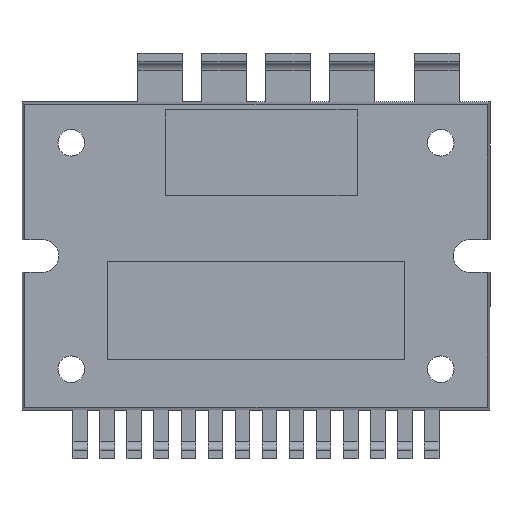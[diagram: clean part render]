
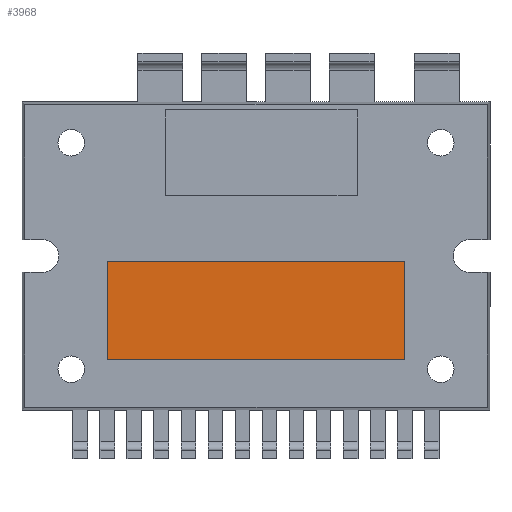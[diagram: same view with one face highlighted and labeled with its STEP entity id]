
A CAD part, front view. The second image highlights one B-rep face of the part: STEP entity #3968.
In plain terms, the highlighted planar face has unit normal (0, -1, 0).
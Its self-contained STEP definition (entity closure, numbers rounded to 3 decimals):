
#11 = DIRECTION ( 'NONE',  ( 0., 0., -1. ) ) ;
#24 = CARTESIAN_POINT ( 'NONE',  ( -14., -4., -0.477 ) ) ;
#54 = VECTOR ( 'NONE', #782, 1000. ) ;
#757 = EDGE_CURVE ( 'NONE', #10313, #2328, #6447, .T. ) ;
#782 = DIRECTION ( 'NONE',  ( 1., 0., 0. ) ) ;
#1754 = DIRECTION ( 'NONE',  ( 0., 0., -1. ) ) ;
#2328 = VERTEX_POINT ( 'NONE', #2628 ) ;
#2478 = CARTESIAN_POINT ( 'NONE',  ( 0., -4., 0. ) ) ;
#2628 = CARTESIAN_POINT ( 'NONE',  ( -14., -4., -0.477 ) ) ;
#2877 = EDGE_LOOP ( 'NONE', ( #7732, #5425, #8995, #7992 ) ) ;
#3137 = VERTEX_POINT ( 'NONE', #8540 ) ;
#3305 = LINE ( 'NONE', #24, #5072 ) ;
#3336 = DIRECTION ( 'NONE',  ( -1., 0., 0. ) ) ;
#3949 = VECTOR ( 'NONE', #3336, 1000. ) ;
#3968 = ADVANCED_FACE ( 'NONE', ( #9702 ), #9654, .T. ) ;
#4133 = CARTESIAN_POINT ( 'NONE',  ( -14., -4., -9.727 ) ) ;
#4555 = CARTESIAN_POINT ( 'NONE',  ( 14., -4., -9.727 ) ) ;
#4652 = EDGE_CURVE ( 'NONE', #2328, #3137, #3305, .T. ) ;
#4887 = VECTOR ( 'NONE', #7812, 1000. ) ;
#5072 = VECTOR ( 'NONE', #1754, 1000. ) ;
#5425 = ORIENTED_EDGE ( 'NONE', *, *, #757, .T. ) ;
#5700 = DIRECTION ( 'NONE',  ( 0., -1., 0. ) ) ;
#6447 = LINE ( 'NONE', #8352, #3949 ) ;
#6477 = EDGE_CURVE ( 'NONE', #3137, #7465, #9600, .T. ) ;
#6551 = CARTESIAN_POINT ( 'NONE',  ( 14., -4., -0.477 ) ) ;
#7465 = VERTEX_POINT ( 'NONE', #4555 ) ;
#7732 = ORIENTED_EDGE ( 'NONE', *, *, #9131, .T. ) ;
#7765 = CARTESIAN_POINT ( 'NONE',  ( 14., -4., -0.477 ) ) ;
#7812 = DIRECTION ( 'NONE',  ( 0., 0., 1. ) ) ;
#7992 = ORIENTED_EDGE ( 'NONE', *, *, #6477, .T. ) ;
#8206 = AXIS2_PLACEMENT_3D ( 'NONE', #2478, #5700, #11 ) ;
#8352 = CARTESIAN_POINT ( 'NONE',  ( -14., -4., -0.477 ) ) ;
#8540 = CARTESIAN_POINT ( 'NONE',  ( -14., -4., -9.727 ) ) ;
#8995 = ORIENTED_EDGE ( 'NONE', *, *, #4652, .T. ) ;
#9131 = EDGE_CURVE ( 'NONE', #7465, #10313, #9420, .T. ) ;
#9420 = LINE ( 'NONE', #7765, #4887 ) ;
#9600 = LINE ( 'NONE', #4133, #54 ) ;
#9654 = PLANE ( 'NONE',  #8206 ) ;
#9702 = FACE_OUTER_BOUND ( 'NONE', #2877, .T. ) ;
#10313 = VERTEX_POINT ( 'NONE', #6551 ) ;
